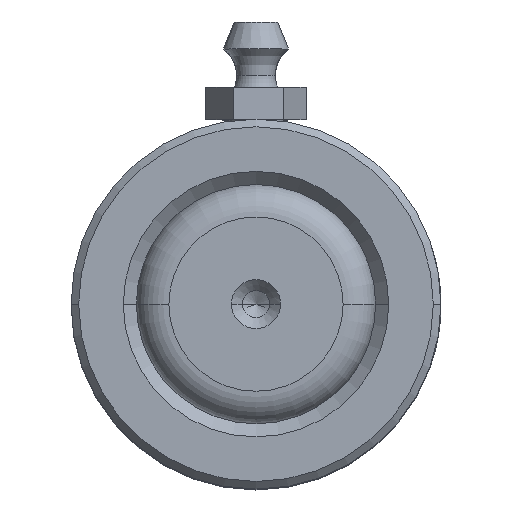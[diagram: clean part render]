
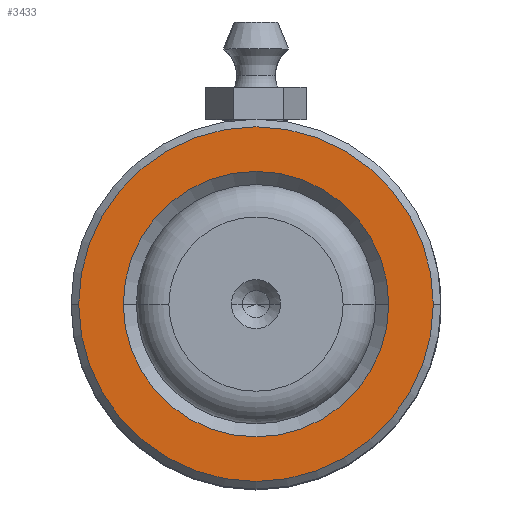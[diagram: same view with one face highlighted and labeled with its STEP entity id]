
A CAD part, top view. The second image highlights one B-rep face of the part: STEP entity #3433.
In plain terms, the highlighted planar face has unit normal (0, 0, 1).
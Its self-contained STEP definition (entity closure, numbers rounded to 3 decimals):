
#15 = EDGE_CURVE ( 'NONE', #372, #2032, #4688, .T. ) ;
#286 = PLANE ( 'NONE',  #8206 ) ;
#346 = EDGE_CURVE ( 'NONE', #3575, #4944, #2853, .T. ) ;
#347 = DIRECTION ( 'NONE',  ( 1., 0., 0. ) ) ;
#372 = VERTEX_POINT ( 'NONE', #1770 ) ;
#435 = CIRCLE ( 'NONE', #1567, 16.3 ) ;
#1173 = CARTESIAN_POINT ( 'NONE',  ( 0., 0., 50. ) ) ;
#1567 = AXIS2_PLACEMENT_3D ( 'NONE', #1173, #4000, #7536 ) ;
#1653 = CARTESIAN_POINT ( 'NONE',  ( 0., 0., 50. ) ) ;
#1770 = CARTESIAN_POINT ( 'NONE',  ( -12.2, 0., 50. ) ) ;
#1786 = EDGE_CURVE ( 'NONE', #4944, #3575, #435, .T. ) ;
#2032 = VERTEX_POINT ( 'NONE', #7766 ) ;
#2121 = DIRECTION ( 'NONE',  ( 0., 0., -1. ) ) ;
#2273 = DIRECTION ( 'NONE',  ( 1., 0., 0. ) ) ;
#2661 = ORIENTED_EDGE ( 'NONE', *, *, #346, .T. ) ;
#2773 = EDGE_LOOP ( 'NONE', ( #3890, #3102 ) ) ;
#2853 = CIRCLE ( 'NONE', #4578, 16.3 ) ;
#2919 = AXIS2_PLACEMENT_3D ( 'NONE', #4274, #2121, #6993 ) ;
#3102 = ORIENTED_EDGE ( 'NONE', *, *, #15, .T. ) ;
#3104 = CARTESIAN_POINT ( 'NONE',  ( 0., 0., 50. ) ) ;
#3433 = ADVANCED_FACE ( 'NONE', ( #8483, #7382 ), #286, .T. ) ;
#3575 = VERTEX_POINT ( 'NONE', #5806 ) ;
#3805 = DIRECTION ( 'NONE',  ( 0., 0., 1. ) ) ;
#3890 = ORIENTED_EDGE ( 'NONE', *, *, #6190, .T. ) ;
#4000 = DIRECTION ( 'NONE',  ( 0., 0., 1. ) ) ;
#4067 = AXIS2_PLACEMENT_3D ( 'NONE', #1653, #4328, #7851 ) ;
#4274 = CARTESIAN_POINT ( 'NONE',  ( 0., 0., 50. ) ) ;
#4328 = DIRECTION ( 'NONE',  ( 0., 0., -1. ) ) ;
#4350 = CARTESIAN_POINT ( 'NONE',  ( 16.3, 0., 50. ) ) ;
#4578 = AXIS2_PLACEMENT_3D ( 'NONE', #3104, #3805, #347 ) ;
#4688 = CIRCLE ( 'NONE', #4067, 12.2 ) ;
#4944 = VERTEX_POINT ( 'NONE', #4350 ) ;
#5806 = CARTESIAN_POINT ( 'NONE',  ( -16.3, 0., 50. ) ) ;
#6190 = EDGE_CURVE ( 'NONE', #2032, #372, #8362, .T. ) ;
#6692 = ORIENTED_EDGE ( 'NONE', *, *, #1786, .T. ) ;
#6993 = DIRECTION ( 'NONE',  ( 1., 0., 0. ) ) ;
#7197 = DIRECTION ( 'NONE',  ( 0., 0., 1. ) ) ;
#7382 = FACE_BOUND ( 'NONE', #2773, .T. ) ;
#7536 = DIRECTION ( 'NONE',  ( 1., 0., 0. ) ) ;
#7766 = CARTESIAN_POINT ( 'NONE',  ( 12.2, 0., 50. ) ) ;
#7851 = DIRECTION ( 'NONE',  ( 1., 0., 0. ) ) ;
#8206 = AXIS2_PLACEMENT_3D ( 'NONE', #8560, #7197, #2273 ) ;
#8362 = CIRCLE ( 'NONE', #2919, 12.2 ) ;
#8483 = FACE_OUTER_BOUND ( 'NONE', #8571, .T. ) ;
#8560 = CARTESIAN_POINT ( 'NONE',  ( 0., 0., 50. ) ) ;
#8571 = EDGE_LOOP ( 'NONE', ( #2661, #6692 ) ) ;
